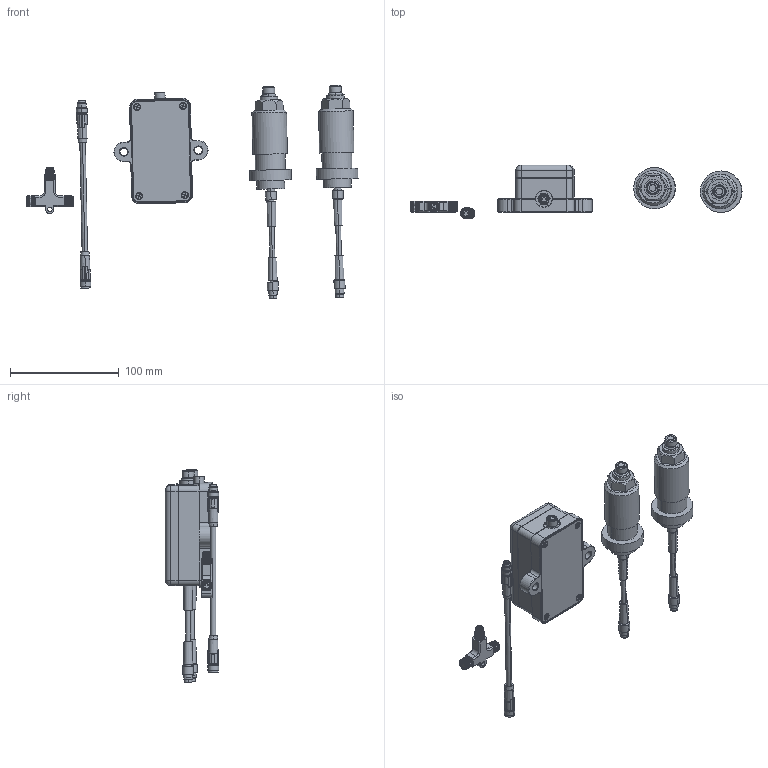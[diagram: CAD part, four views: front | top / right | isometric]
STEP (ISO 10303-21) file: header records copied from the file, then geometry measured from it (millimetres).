
FILE_DESCRIPTION((''),'2;1');
FILE_NAME('ILC33011222','2024-12-19T14:24:08',('BCoats'),(''),'CREO PARAMETRIC BY PTC INC, 2021164','CREO PARAMETRIC BY PTC INC, 2021164','');
FILE_SCHEMA(('AUTOMOTIVE_DESIGN { 1 0 10303 214 1 1 1 1 }'));
Length unit declared in the file: inch
Products named in the file (7): 27842204; 33012030P; 29950000; 33012030; ILC70750078; 27742401; ILC33011222
Assembly tree (8 placements, depth 3):
  ILC33011222
    27842204
    33012030
      33012030P
      29950000  x2
    ILC70750078  x2
    27742401
Bounding box: 305.12 x 49.09 x 196.06 mm (x, y, z)
Volume: 362747.7 mm3; surface area: 67046.6 mm2
Topology: 7 solids, 120 shells, 1894 faces, 5297 edges, 3595 vertices
Faces by surface type: plane 895, cylinder 571, torus 214, cone 195, sphere 10, bspline 9
Entity records: 71428 total; most frequent: CARTESIAN_POINT 24528, ORIENTED_EDGE 8928, DIRECTION 8424, EDGE_CURVE 5021, VERTEX_POINT 3437, AXIS2_PLACEMENT_3D 3263, EDGE_LOOP 1902, VECTOR 1878
